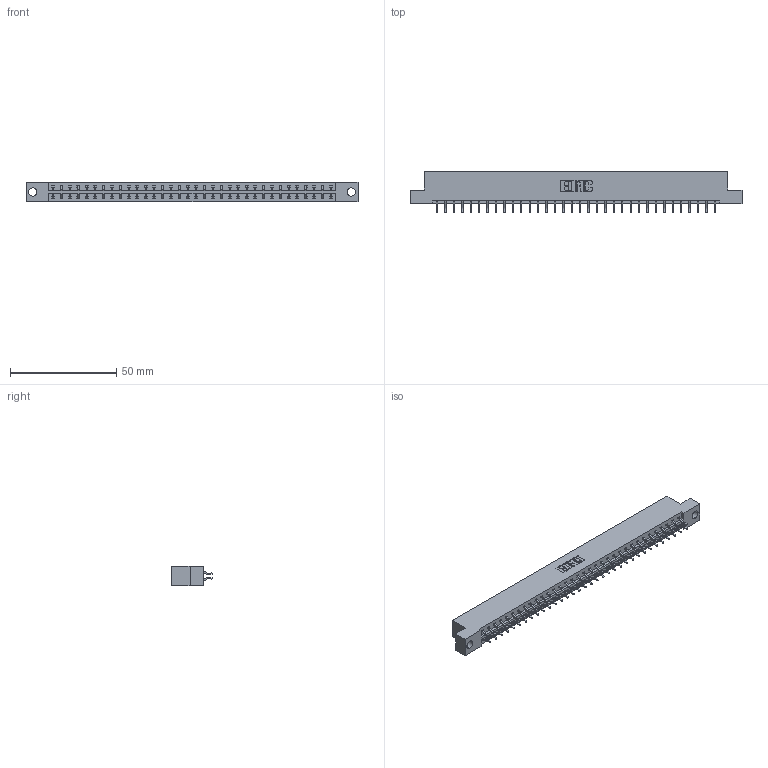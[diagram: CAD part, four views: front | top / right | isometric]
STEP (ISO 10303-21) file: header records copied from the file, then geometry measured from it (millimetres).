
FILE_DESCRIPTION (( 'STEP AP203' ), '1' );
FILE_NAME ('333-068-556-204.STEP', '2018-08-04T13:33:22', ( '' ), ( '' ), 'SwSTEP 2.0', 'SolidWorks 2016', '' );
FILE_SCHEMA (( 'CONFIG_CONTROL_DESIGN' ));
Length unit declared in the file: inch
Products named in the file (3): 333-068-556-204; 333 Part_Flush - .156 Dia - TH; 345-292-001_556 Tail
Assembly tree (69 placements, depth 2):
  333-068-556-204
    333 Part_Flush - .156 Dia - TH
    345-292-001_556 Tail  x68
Bounding box: 156.26 x 19.57 x 9.4 mm (x, y, z)
Volume: 15788 mm3; surface area: 18311.7 mm2
Topology: 69 solids, 69 shells, 4058 faces, 12075 edges, 7958 vertices
Faces by surface type: plane 2790, cylinder 1268
Entity records: 23131 total; most frequent: CARTESIAN_POINT 3858, ORIENTED_EDGE 3782, DIRECTION 3299, EDGE_CURVE 1891, VECTOR 1755, LINE 1755, VERTEX_POINT 1258, AXIS2_PLACEMENT_3D 772
